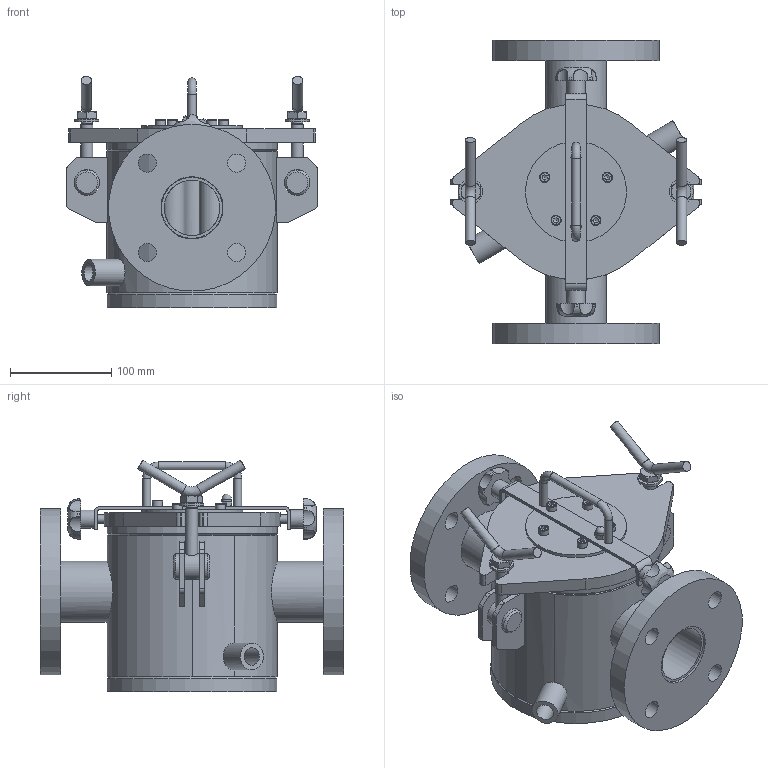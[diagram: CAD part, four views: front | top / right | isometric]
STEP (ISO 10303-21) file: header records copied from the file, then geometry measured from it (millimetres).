
FILE_DESCRIPTION(/* description */ (''),/* implementation_level */ '2;1');
FILE_NAME(/* name */ 'SSFD00508 A.stp',/* time_stamp */ '2019-05-21T10:52:04+02:00',/* author */ ('cr'),/* organization */ (''),/* preprocessor_version */ 'ST-DEVELOPER v17.2',/* originating_system */ 'Autodesk Inventor 2019',/* authorisation */ '');
FILE_SCHEMA (('AUTOMOTIVE_DESIGN { 1 0 10303 214 3 1 1 }'));
Length unit declared in the file: millimetre
Products named in the file (1): Part2
Bounding box: 248 x 300 x 229.31 mm (x, y, z)
Volume: 2198351.8 mm3; surface area: 707843 mm2
Topology: 12 solids, 22 shells, 478 faces, 1203 edges, 827 vertices
Faces by surface type: plane 210, cylinder 178, cone 51, torus 28, bspline 10, sphere 1
Full cylindrical faces by diameter (mm): 4.917 x6, 6 x6, 6.1 x5, 6.5 x2, 6.647 x4, 8 x5, 9.5 x1, 10 x11, 11.053 x2, 12 x3, 13 x2, 17.2 x2, 17.294 x2, 18 x10, 20 x2, 24 x7, 25 x7, 25.35 x4, 26.5 x2, 55 x2, 60.3 x6, 61.5 x2, 100 x1, 109.1 x2, 114.3 x1, 115 x1, 122 x1, 130 x1, 161.5 x1, 165 x2
Entity records: 17259 total; most frequent: CARTESIAN_POINT 5003, DIRECTION 2463, ORIENTED_EDGE 2396, EDGE_CURVE 1198, AXIS2_PLACEMENT_3D 999, VERTEX_POINT 833, EDGE_LOOP 595, CIRCLE 530
